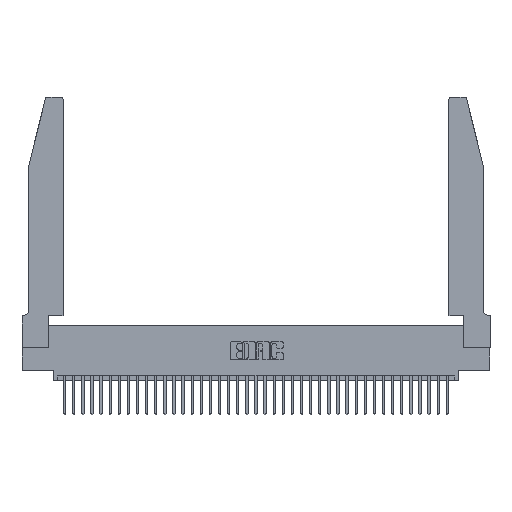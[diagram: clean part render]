
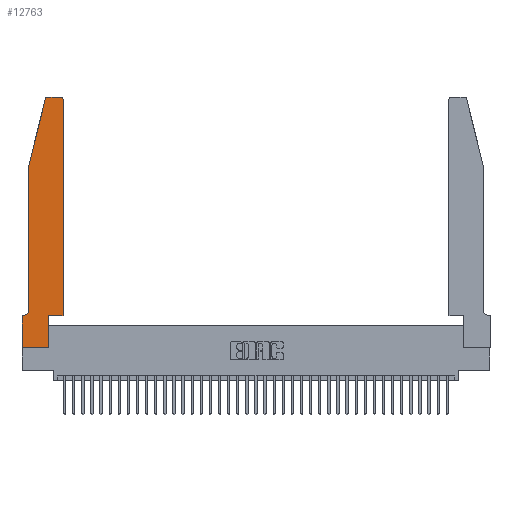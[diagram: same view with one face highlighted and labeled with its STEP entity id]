
A CAD part, top view. The second image highlights one B-rep face of the part: STEP entity #12763.
In plain terms, the highlighted planar face has unit normal (0, 0, 1).
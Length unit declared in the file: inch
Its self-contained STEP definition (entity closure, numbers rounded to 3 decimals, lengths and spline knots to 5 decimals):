
#175 = DIRECTION ( 'NONE',  ( 0., -1., 0. ) ) ;
#639 = AXIS2_PLACEMENT_3D ( 'NONE', #32415, #17223, #29020 ) ;
#775 = LINE ( 'NONE', #16113, #14721 ) ;
#890 = EDGE_CURVE ( 'NONE', #19748, #25941, #31098, .T. ) ;
#1038 = CARTESIAN_POINT ( 'NONE',  ( 0.0755, 2., 0.37 ) ) ;
#1153 = CIRCLE ( 'NONE', #2319, 0.03 ) ;
#1435 = DIRECTION ( 'NONE',  ( 0., -1., 0. ) ) ;
#1544 = DIRECTION ( 'NONE',  ( -1., 0., 0. ) ) ;
#2089 = LINE ( 'NONE', #18910, #33691 ) ;
#2319 = AXIS2_PLACEMENT_3D ( 'NONE', #17349, #35033, #2580 ) ;
#2580 = DIRECTION ( 'NONE',  ( 1., 0., 0. ) ) ;
#2777 = CARTESIAN_POINT ( 'NONE',  ( 0.4505, 0.35, 0.37 ) ) ;
#3359 = ORIENTED_EDGE ( 'NONE', *, *, #21426, .T. ) ;
#3435 = DIRECTION ( 'NONE',  ( 1., 0., 0. ) ) ;
#4351 = FACE_OUTER_BOUND ( 'NONE', #30148, .T. ) ;
#4907 = CARTESIAN_POINT ( 'NONE',  ( 0.0755, 2., 0.37 ) ) ;
#4954 = CARTESIAN_POINT ( 'NONE',  ( 0.4505, 0.35, 0.37 ) ) ;
#5460 = VERTEX_POINT ( 'NONE', #16907 ) ;
#5490 = DIRECTION ( 'NONE',  ( -1., 0., 0. ) ) ;
#5726 = CARTESIAN_POINT ( 'NONE',  ( 0.4505, 2.72, 0.37 ) ) ;
#5866 = LINE ( 'NONE', #20049, #28549 ) ;
#6023 = LINE ( 'NONE', #20856, #20848 ) ;
#6984 = VERTEX_POINT ( 'NONE', #22998 ) ;
#8386 = EDGE_CURVE ( 'NONE', #37433, #15775, #2089, .T. ) ;
#8581 = EDGE_CURVE ( 'NONE', #18278, #22521, #5866, .T. ) ;
#8624 = DIRECTION ( 'NONE',  ( 0., 0., -1. ) ) ;
#9551 = ORIENTED_EDGE ( 'NONE', *, *, #17776, .T. ) ;
#9696 = VECTOR ( 'NONE', #1544, 39.37008 ) ;
#10624 = ORIENTED_EDGE ( 'NONE', *, *, #890, .T. ) ;
#11198 = DIRECTION ( 'NONE',  ( 1., 0., 0. ) ) ;
#11635 = DIRECTION ( 'NONE',  ( 1., 0., 0. ) ) ;
#12696 = VECTOR ( 'NONE', #11198, 39.37008 ) ;
#12763 = ADVANCED_FACE ( 'NONE', ( #4351 ), #23185, .T. ) ;
#13115 = DIRECTION ( 'NONE',  ( 0., 1., 0. ) ) ;
#13368 = DIRECTION ( 'NONE',  ( -0.239, -0.971, 0. ) ) ;
#13473 = CARTESIAN_POINT ( 'NONE',  ( 0.0755, 0.35, 0.37 ) ) ;
#14363 = ORIENTED_EDGE ( 'NONE', *, *, #8386, .T. ) ;
#14677 = LINE ( 'NONE', #22801, #35598 ) ;
#14721 = VECTOR ( 'NONE', #1435, 39.37008 ) ;
#14988 = EDGE_CURVE ( 'NONE', #22521, #21771, #24103, .T. ) ;
#15447 = ORIENTED_EDGE ( 'NONE', *, *, #17269, .T. ) ;
#15775 = VERTEX_POINT ( 'NONE', #5726 ) ;
#16099 = CARTESIAN_POINT ( 'NONE',  ( 0.25487, 2.72718, 0.37 ) ) ;
#16113 = CARTESIAN_POINT ( 'NONE',  ( 0.0755, 2., 0.37 ) ) ;
#16137 = EDGE_CURVE ( 'NONE', #25941, #6984, #775, .T. ) ;
#16907 = CARTESIAN_POINT ( 'NONE',  ( 0.0055, 0.35, 0.37 ) ) ;
#17223 = DIRECTION ( 'NONE',  ( 0., 0., 1. ) ) ;
#17269 = EDGE_CURVE ( 'NONE', #31706, #19748, #1153, .T. ) ;
#17349 = CARTESIAN_POINT ( 'NONE',  ( 0.284, 2.72, 0.37 ) ) ;
#17505 = CARTESIAN_POINT ( 'NONE',  ( 0.284, 2.75, 0.37 ) ) ;
#17713 = CARTESIAN_POINT ( 'NONE',  ( 0., 0.35, 0.37 ) ) ;
#17776 = EDGE_CURVE ( 'NONE', #21771, #37433, #20610, .T. ) ;
#17839 = ORIENTED_EDGE ( 'NONE', *, *, #22053, .T. ) ;
#18010 = EDGE_CURVE ( 'NONE', #5460, #21860, #18050, .T. ) ;
#18050 = LINE ( 'NONE', #13473, #9696 ) ;
#18278 = VERTEX_POINT ( 'NONE', #21012 ) ;
#18910 = CARTESIAN_POINT ( 'NONE',  ( 0.4505, 0.35, 0.37 ) ) ;
#19201 = CARTESIAN_POINT ( 'NONE',  ( 0., 0.35, 0.37 ) ) ;
#19564 = DIRECTION ( 'NONE',  ( -1., 0., 0. ) ) ;
#19748 = VERTEX_POINT ( 'NONE', #16099 ) ;
#19835 = VERTEX_POINT ( 'NONE', #31357 ) ;
#20049 = CARTESIAN_POINT ( 'NONE',  ( 0., 0., 0.37 ) ) ;
#20610 = LINE ( 'NONE', #2777, #12696 ) ;
#20848 = VECTOR ( 'NONE', #175, 39.37008 ) ;
#20856 = CARTESIAN_POINT ( 'NONE',  ( 0., 0., 0.37 ) ) ;
#21012 = CARTESIAN_POINT ( 'NONE',  ( 0., 0., 0.37 ) ) ;
#21081 = CIRCLE ( 'NONE', #26724, 0.07 ) ;
#21426 = EDGE_CURVE ( 'NONE', #6984, #5460, #21081, .T. ) ;
#21580 = ORIENTED_EDGE ( 'NONE', *, *, #34846, .T. ) ;
#21771 = VERTEX_POINT ( 'NONE', #36505 ) ;
#21860 = VERTEX_POINT ( 'NONE', #19201 ) ;
#22053 = EDGE_CURVE ( 'NONE', #15775, #19835, #34480, .T. ) ;
#22521 = VERTEX_POINT ( 'NONE', #34712 ) ;
#22744 = VECTOR ( 'NONE', #13368, 39.37008 ) ;
#22801 = CARTESIAN_POINT ( 'NONE',  ( 0.2605, 2.75, 0.37 ) ) ;
#22998 = CARTESIAN_POINT ( 'NONE',  ( 0.0755, 0.42, 0.37 ) ) ;
#23185 = PLANE ( 'NONE',  #31277 ) ;
#23431 = ORIENTED_EDGE ( 'NONE', *, *, #26154, .T. ) ;
#24103 = LINE ( 'NONE', #27512, #28727 ) ;
#25941 = VERTEX_POINT ( 'NONE', #4907 ) ;
#26154 = EDGE_CURVE ( 'NONE', #21860, #18278, #6023, .T. ) ;
#26344 = CARTESIAN_POINT ( 'NONE',  ( 0.0055, 0.42, 0.37 ) ) ;
#26724 = AXIS2_PLACEMENT_3D ( 'NONE', #26344, #8624, #5490 ) ;
#27512 = CARTESIAN_POINT ( 'NONE',  ( 0.2865, 0.35, 0.37 ) ) ;
#28549 = VECTOR ( 'NONE', #3435, 39.37008 ) ;
#28727 = VECTOR ( 'NONE', #13115, 39.37008 ) ;
#29020 = DIRECTION ( 'NONE',  ( 1., 0., 0. ) ) ;
#30148 = EDGE_LOOP ( 'NONE', ( #21580, #15447, #10624, #31543, #3359, #33863, #23431, #32711, #34369, #9551, #14363, #17839 ) ) ;
#31098 = LINE ( 'NONE', #1038, #22744 ) ;
#31277 = AXIS2_PLACEMENT_3D ( 'NONE', #17713, #34998, #11635 ) ;
#31357 = CARTESIAN_POINT ( 'NONE',  ( 0.4205, 2.75, 0.37 ) ) ;
#31543 = ORIENTED_EDGE ( 'NONE', *, *, #16137, .T. ) ;
#31706 = VERTEX_POINT ( 'NONE', #17505 ) ;
#32415 = CARTESIAN_POINT ( 'NONE',  ( 0.4205, 2.72, 0.37 ) ) ;
#32711 = ORIENTED_EDGE ( 'NONE', *, *, #8581, .T. ) ;
#33447 = DIRECTION ( 'NONE',  ( 0., 1., 0. ) ) ;
#33691 = VECTOR ( 'NONE', #33447, 39.37008 ) ;
#33863 = ORIENTED_EDGE ( 'NONE', *, *, #18010, .T. ) ;
#34369 = ORIENTED_EDGE ( 'NONE', *, *, #14988, .T. ) ;
#34480 = CIRCLE ( 'NONE', #639, 0.03 ) ;
#34712 = CARTESIAN_POINT ( 'NONE',  ( 0.2865, 0., 0.37 ) ) ;
#34846 = EDGE_CURVE ( 'NONE', #19835, #31706, #14677, .T. ) ;
#34998 = DIRECTION ( 'NONE',  ( 0., 0., 1. ) ) ;
#35033 = DIRECTION ( 'NONE',  ( 0., 0., 1. ) ) ;
#35598 = VECTOR ( 'NONE', #19564, 39.37008 ) ;
#36505 = CARTESIAN_POINT ( 'NONE',  ( 0.2865, 0.35, 0.37 ) ) ;
#37433 = VERTEX_POINT ( 'NONE', #4954 ) ;
